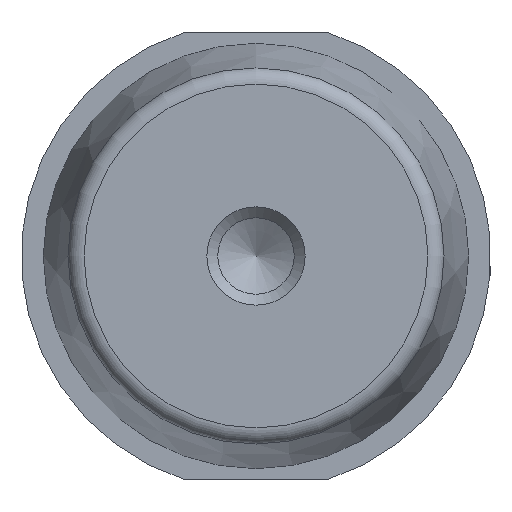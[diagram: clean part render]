
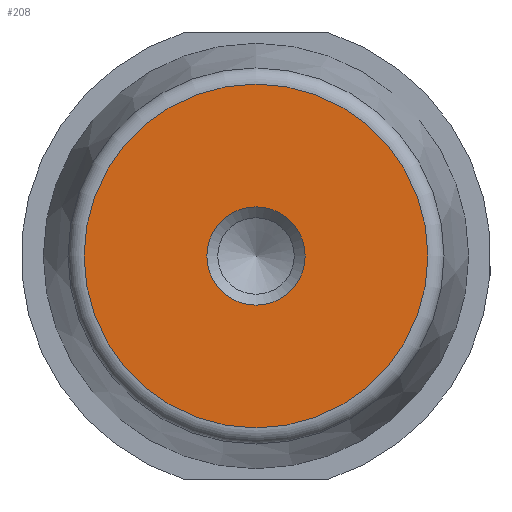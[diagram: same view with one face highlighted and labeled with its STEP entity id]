
A CAD part, front view. The second image highlights one B-rep face of the part: STEP entity #208.
In plain terms, the highlighted planar face has unit normal (0, -1, 0).
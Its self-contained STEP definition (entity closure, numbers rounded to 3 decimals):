
#58 = FACE_OUTER_BOUND ( 'NONE', #202, .T. ) ;
#60 = CARTESIAN_POINT ( 'NONE',  ( 0., -20., 0. ) ) ;
#63 = ORIENTED_EDGE ( 'NONE', *, *, #279, .T. ) ;
#65 = CARTESIAN_POINT ( 'NONE',  ( 0., -20., 0. ) ) ;
#95 = ORIENTED_EDGE ( 'NONE', *, *, #324, .F. ) ;
#108 = DIRECTION ( 'NONE',  ( 0., 0., -1. ) ) ;
#145 = CARTESIAN_POINT ( 'NONE',  ( 0., -20., 0. ) ) ;
#181 = PLANE ( 'NONE',  #297 ) ;
#185 = DIRECTION ( 'NONE',  ( 0., 0., 1. ) ) ;
#197 = VERTEX_POINT ( 'NONE', #309 ) ;
#202 = EDGE_LOOP ( 'NONE', ( #63 ) ) ;
#208 = ADVANCED_FACE ( 'NONE', ( #58, #246 ), #181, .F. ) ;
#220 = DIRECTION ( 'NONE',  ( 0., 1., 0. ) ) ;
#224 = AXIS2_PLACEMENT_3D ( 'NONE', #65, #335, #108 ) ;
#229 = CIRCLE ( 'NONE', #284, 15.741 ) ;
#246 = FACE_BOUND ( 'NONE', #264, .T. ) ;
#249 = CIRCLE ( 'NONE', #224, 4.5 ) ;
#264 = EDGE_LOOP ( 'NONE', ( #95 ) ) ;
#274 = CARTESIAN_POINT ( 'NONE',  ( 0., -20., 15.741 ) ) ;
#279 = EDGE_CURVE ( 'NONE', #387, #387, #229, .T. ) ;
#284 = AXIS2_PLACEMENT_3D ( 'NONE', #145, #398, #185 ) ;
#297 = AXIS2_PLACEMENT_3D ( 'NONE', #60, #220, #465 ) ;
#309 = CARTESIAN_POINT ( 'NONE',  ( 0., -20., -4.5 ) ) ;
#324 = EDGE_CURVE ( 'NONE', #197, #197, #249, .T. ) ;
#335 = DIRECTION ( 'NONE',  ( 0., -1., 0. ) ) ;
#387 = VERTEX_POINT ( 'NONE', #274 ) ;
#398 = DIRECTION ( 'NONE',  ( 0., -1., 0. ) ) ;
#465 = DIRECTION ( 'NONE',  ( 0., 0., 1. ) ) ;
